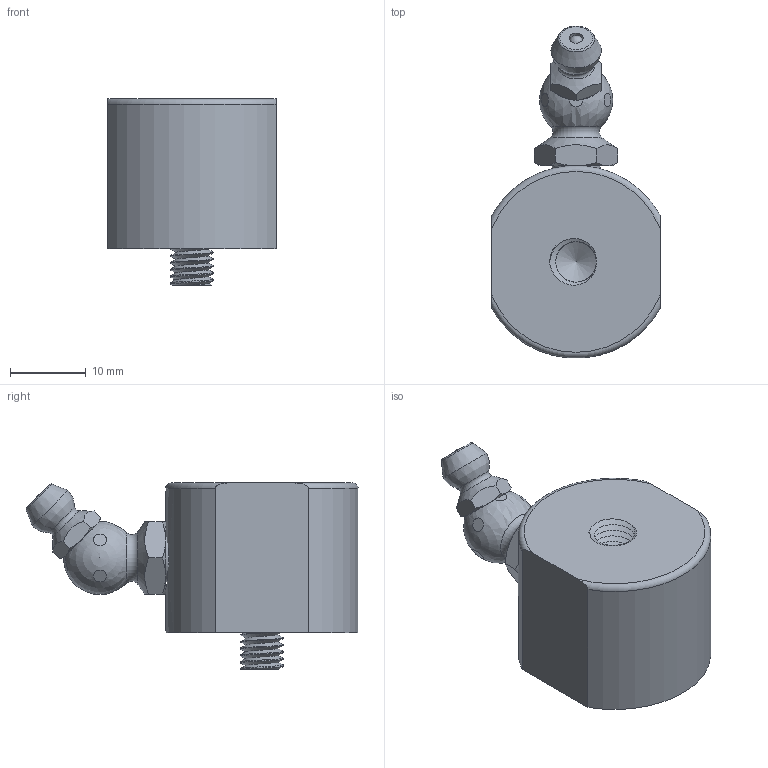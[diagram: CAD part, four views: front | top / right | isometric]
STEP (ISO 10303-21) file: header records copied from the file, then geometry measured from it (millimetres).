
FILE_DESCRIPTION(/* description */ (''),/* implementation_level */ '2;1');
FILE_NAME(/* name */ 'MH134-3B.stp',/* time_stamp */ '2019-08-08T11:35:17-04:00',/* author */ ('lcup'),/* organization */ (''),/* preprocessor_version */ 'ST-DEVELOPER v17.2',/* originating_system */ 'Autodesk Inventor 2019',/* authorisation */ '');
FILE_SCHEMA (('AUTOMOTIVE_DESIGN { 1 0 10303 214 3 1 1 }'));
Length unit declared in the file: inch
Products named in the file (3): MH134-3B; MHP10214; MHP10215
Assembly tree (2 placements, depth 2):
  MH134-3B
    MHP10214
    MHP10215
Bounding box: 22.23 x 43.83 x 24.57 mm (x, y, z)
Volume: 9950.9 mm3; surface area: 4281.4 mm2
Topology: 4 solids, 4 shells, 87 faces, 227 edges, 149 vertices
Faces by surface type: plane 32, cone 24, cylinder 15, bspline 9, torus 5, sphere 2
Full cylindrical faces by diameter (mm): 1.863 x3, 3.175 x1, 5.359 x2, 5.664 x4, 6.35 x1
Entity records: 8276 total; most frequent: CARTESIAN_POINT 6203, ORIENTED_EDGE 442, DIRECTION 376, EDGE_CURVE 221, AXIS2_PLACEMENT_3D 163, VERTEX_POINT 149, EDGE_LOOP 100, FACE_OUTER_BOUND 87
